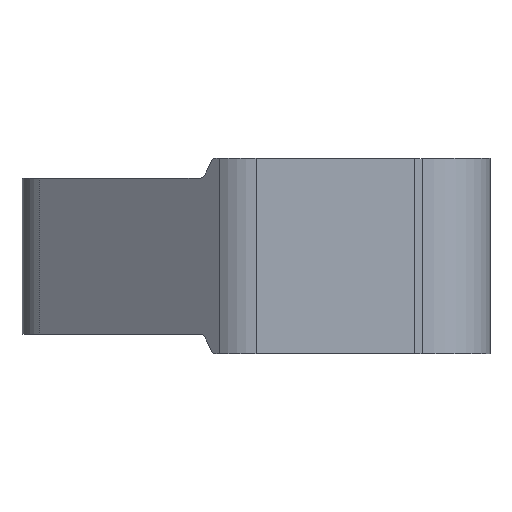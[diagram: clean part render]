
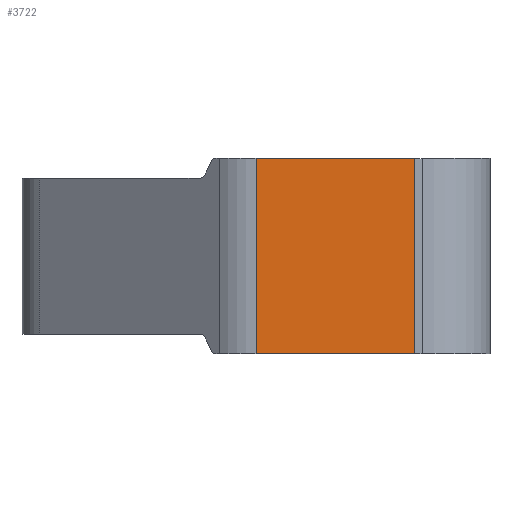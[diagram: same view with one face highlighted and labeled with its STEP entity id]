
A CAD part, left-side view. The second image highlights one B-rep face of the part: STEP entity #3722.
In plain terms, the highlighted planar face has unit normal (-1, 0, 0).
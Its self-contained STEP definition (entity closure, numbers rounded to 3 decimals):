
#380=DIRECTION('',(0.,-1.,0.));
#381=VECTOR('',#380,2.03);
#382=CARTESIAN_POINT('',(-2.1,1.15,-1.25));
#383=LINE('',#382,#381);
#1484=DIRECTION('',(0.,-1.,0.));
#1485=VECTOR('',#1484,2.03);
#1486=CARTESIAN_POINT('',(-2.1,1.15,1.25));
#1487=LINE('',#1486,#1485);
#1810=DIRECTION('',(0.,0.,-1.));
#1811=VECTOR('',#1810,2.5);
#1812=CARTESIAN_POINT('',(-2.1,-0.88,1.25));
#1813=LINE('',#1812,#1811);
#1817=DIRECTION('',(0.,0.,-1.));
#1818=VECTOR('',#1817,2.5);
#1819=CARTESIAN_POINT('',(-2.1,1.15,1.25));
#1820=LINE('',#1819,#1818);
#1943=CARTESIAN_POINT('',(-2.1,-0.88,1.25));
#1945=VERTEX_POINT('',#1943);
#1955=CARTESIAN_POINT('',(-2.1,-0.88,-1.25));
#1957=VERTEX_POINT('',#1955);
#2024=CARTESIAN_POINT('',(-2.1,1.15,1.25));
#2026=VERTEX_POINT('',#2024);
#2032=CARTESIAN_POINT('',(-2.1,1.15,-1.25));
#2034=VERTEX_POINT('',#2032);
#3710=CARTESIAN_POINT('',(-2.1,1.15,1.25));
#3711=DIRECTION('',(-1.,0.,0.));
#3712=DIRECTION('',(0.,-1.,0.));
#3713=AXIS2_PLACEMENT_3D('',#3710,#3711,#3712);
#3714=PLANE('',#3713);
#3715=ORIENTED_EDGE('',*,*,#3339,.T.);
#3716=ORIENTED_EDGE('',*,*,#3705,.T.);
#3717=ORIENTED_EDGE('',*,*,#2622,.F.);
#3719=ORIENTED_EDGE('',*,*,#3718,.F.);
#3720=EDGE_LOOP('',(#3715,#3716,#3717,#3719));
#3721=FACE_OUTER_BOUND('',#3720,.F.);
#2622=EDGE_CURVE('',#2034,#1957,#383,.T.);
#3339=EDGE_CURVE('',#2026,#1945,#1487,.T.);
#3705=EDGE_CURVE('',#1945,#1957,#1813,.T.);
#3718=EDGE_CURVE('',#2026,#2034,#1820,.T.);
#3722=ADVANCED_FACE('',(#3721),#3714,.T.);
